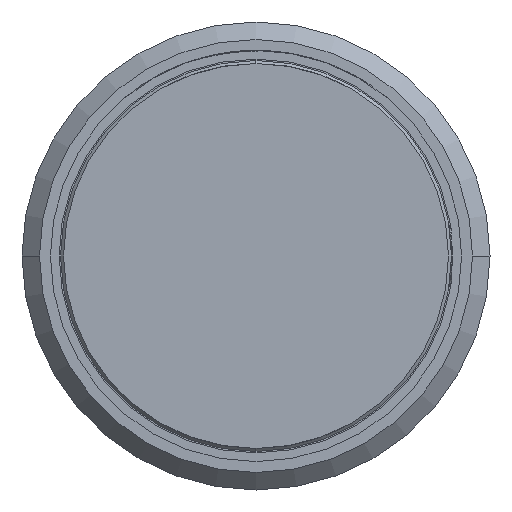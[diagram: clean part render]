
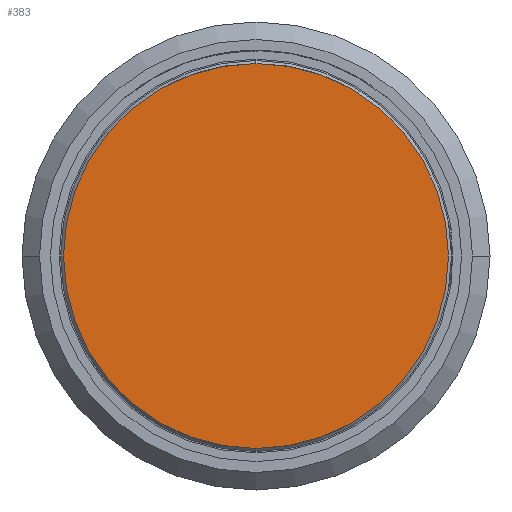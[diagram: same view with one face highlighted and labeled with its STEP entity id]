
A CAD part, front view. The second image highlights one B-rep face of the part: STEP entity #383.
In plain terms, the highlighted planar face has unit normal (0, -1, 0).
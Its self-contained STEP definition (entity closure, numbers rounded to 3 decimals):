
#26 = DIRECTION ( 'NONE',  ( -1., 0., 0. ) ) ;
#203 = CARTESIAN_POINT ( 'NONE',  ( 0., 0., 0. ) ) ;
#345 = AXIS2_PLACEMENT_3D ( 'NONE', #203, #558, #3402 ) ;
#383 = ADVANCED_FACE ( 'Defeature ausgef�hrt1_7', ( #2612 ), #645, .F. ) ;
#450 = CIRCLE ( 'NONE', #345, 2.2 ) ;
#558 = DIRECTION ( 'NONE',  ( 0., -1., 0. ) ) ;
#627 = ORIENTED_EDGE ( 'NONE', *, *, #2887, .T. ) ;
#645 = PLANE ( 'NONE',  #3572 ) ;
#877 = VERTEX_POINT ( 'NONE', #3728 ) ;
#987 = DIRECTION ( 'NONE',  ( 1., 0., 0. ) ) ;
#1145 = CIRCLE ( 'NONE', #2928, 2.2 ) ;
#1358 = ORIENTED_EDGE ( 'NONE', *, *, #3048, .T. ) ;
#1568 = CARTESIAN_POINT ( 'NONE',  ( 2.2, 0., 0. ) ) ;
#1603 = CARTESIAN_POINT ( 'NONE',  ( 0., 0., 0. ) ) ;
#1889 = CARTESIAN_POINT ( 'NONE',  ( 0., 0., -1.9 ) ) ;
#2612 = FACE_OUTER_BOUND ( 'NONE', #3994, .T. ) ;
#2887 = EDGE_CURVE ( 'Defeature ausgef�hrt1_7+Defeature ausgef�hrt1_14+Defeature ausgef�hrt1_14+Defeature ausgef�hrt1_14', #3293, #877, #450, .T. ) ;
#2918 = DIRECTION ( 'NONE',  ( 0., -1., 0. ) ) ;
#2928 = AXIS2_PLACEMENT_3D ( 'NONE', #1603, #2918, #26 ) ;
#3048 = EDGE_CURVE ( 'Defeature ausgef�hrt1_7+Defeature ausgef�hrt1_14+Defeature ausgef�hrt1_14+Defeature ausgef�hrt1_14', #877, #3293, #1145, .T. ) ;
#3293 = VERTEX_POINT ( 'NONE', #1568 ) ;
#3402 = DIRECTION ( 'NONE',  ( -1., 0., 0. ) ) ;
#3572 = AXIS2_PLACEMENT_3D ( 'NONE', #1889, #4131, #987 ) ;
#3728 = CARTESIAN_POINT ( 'NONE',  ( -2.2, 0., 0. ) ) ;
#3994 = EDGE_LOOP ( 'NONE', ( #1358, #627 ) ) ;
#4131 = DIRECTION ( 'NONE',  ( 0., 1., 0. ) ) ;
